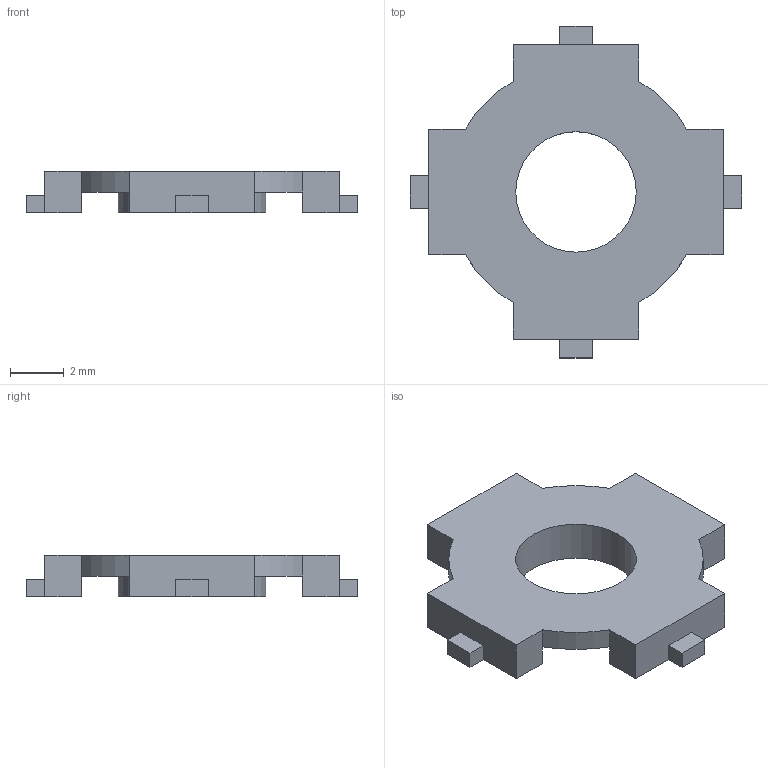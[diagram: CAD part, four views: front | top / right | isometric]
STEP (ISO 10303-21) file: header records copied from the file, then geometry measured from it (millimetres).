
FILE_DESCRIPTION(('FreeCAD Model'),'2;1');
FILE_NAME('Open CASCADE Shape Model','2025-04-13T16:10:12',(''),(''), 'Open CASCADE STEP processor 7.8','FreeCAD','Unknown');
FILE_SCHEMA(('AUTOMOTIVE_DESIGN { 1 0 10303 214 1 1 1 1 }'));
Length unit declared in the file: millimetre
Products named in the file (1): STAB
Bounding box: 12.4 x 12.4 x 1.55 mm (x, y, z)
Volume: 78.6 mm3; surface area: 260.7 mm2
Topology: 1 solids, 1 shells, 45 faces, 120 edges, 78 vertices
Faces by surface type: plane 35, cylinder 10
Full cylindrical faces by diameter (mm): 4.5 x1, 5.5 x1
Entity records: 1414 total; most frequent: CARTESIAN_POINT 244, ORIENTED_EDGE 240, DIRECTION 234, EDGE_CURVE 120, LINE 98, VECTOR 98, VERTEX_POINT 78, AXIS2_PLACEMENT_3D 68
